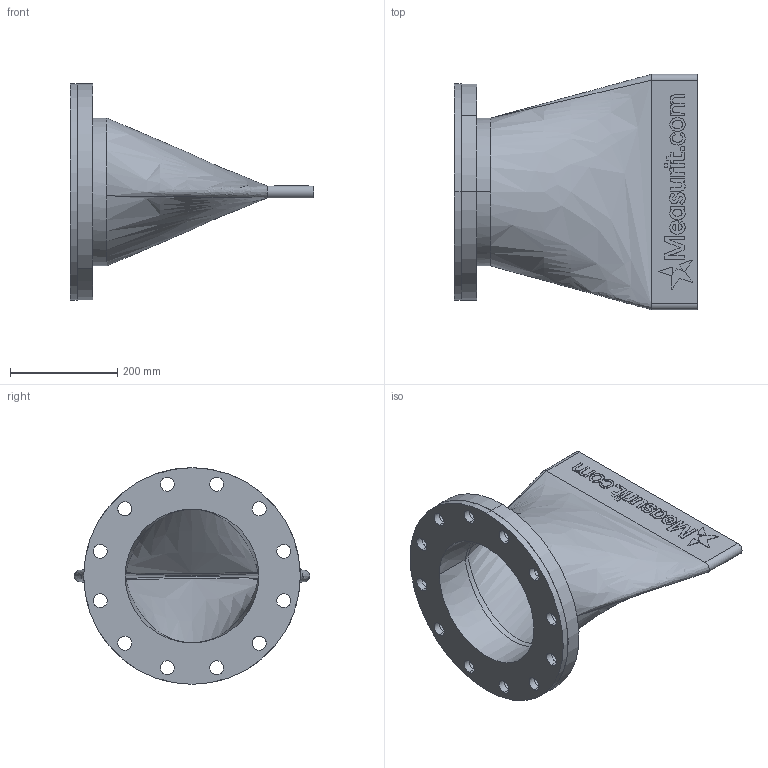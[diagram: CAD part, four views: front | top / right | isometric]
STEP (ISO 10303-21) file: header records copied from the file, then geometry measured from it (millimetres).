
FILE_DESCRIPTION (( 'STEP AP214' ), '1' );
FILE_NAME ('CF-DBF-G3-S0250-NN-316-F.STEP', '2023-02-13T14:25:47', ( '' ), ( '' ), 'SwSTEP 2.0', 'SolidWorks 2022', '' );
FILE_SCHEMA (( 'AUTOMOTIVE_DESIGN' ));
Length unit declared in the file: millimetre
Products named in the file (3): CF-DBF-G3-S0250-NN-316-F; Split ring 250
Assembly tree (2 placements, depth 2):
  CF-DBF-G3-S0250-NN-316-F
    CF-DBF-G3-S0250-NN-316-F
    Split ring 250
Bounding box: 455 x 440 x 405 mm (x, y, z)
Volume: 6561477.1 mm3; surface area: 1140914.7 mm2
Topology: 2 solids, 2 shells, 682 faces, 2123 edges, 1457 vertices
Faces by surface type: plane 611, cylinder 59, bspline 12
Entity records: 32952 total; most frequent: CARTESIAN_POINT 7087, ORIENTED_EDGE 4246, DIRECTION 3591, EDGE_CURVE 2123, VECTOR 1965, LINE 1965, VERTEX_POINT 1457, AXIS2_PLACEMENT_3D 813
